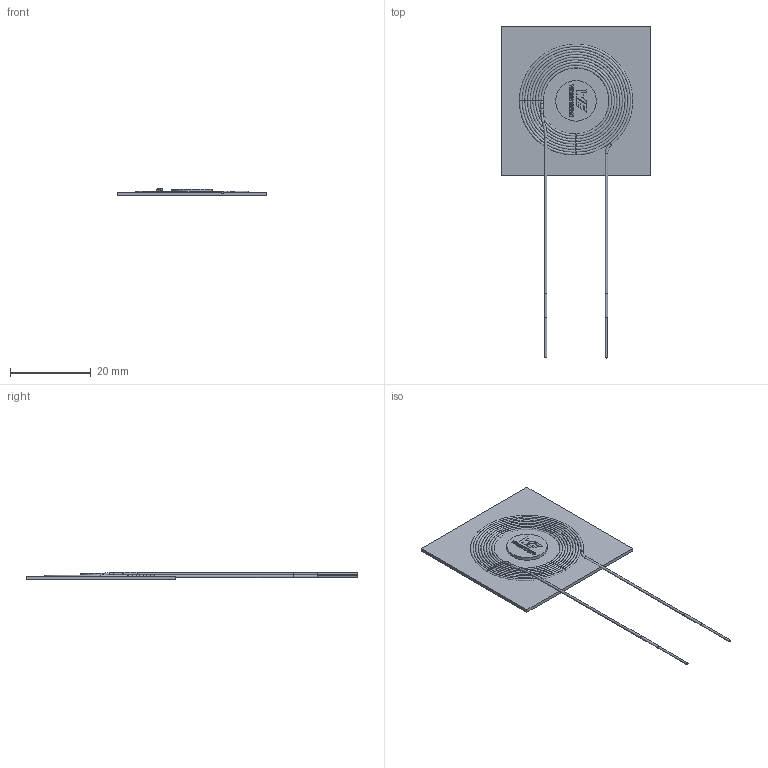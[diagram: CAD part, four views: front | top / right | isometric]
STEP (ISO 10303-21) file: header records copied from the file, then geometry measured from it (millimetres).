
FILE_DESCRIPTION( ( 'Unknown' ), '1' );
FILE_NAME( '760308102210.stp', 'Unknown', ( 'Unknown' ), ( 'Unknown' ), 'PSStep 17.0.49', 'Unknown', ' ' );
FILE_SCHEMA( ( 'AUTOMOTIVE_DESIGN { 1 0 10303 214 1 1 1 1 }' ) );
Length unit declared in the file: millimetre
Products named in the file (4): Assem1; magnet; Ferrite_square; turns
Assembly tree (3 placements, depth 2):
  Assem1
    magnet
    Ferrite_square
    turns
Bounding box: 37 x 82 x 1.75 mm (x, y, z)
Volume: 1359.8 mm3; surface area: 4384 mm2
Topology: 3 solids, 3 shells, 151 faces, 343 edges, 223 vertices
Faces by surface type: plane 93, extrusion 28, bspline 16, cylinder 8, torus 6
Full cylindrical faces by diameter (mm): 0.5 x2, 0.6 x3, 0.61 x2, 10 x1
Entity records: 10428 total; most frequent: CARTESIAN_POINT 6243, ORIENTED_EDGE 594, DIRECTION 443, EDGE_CURVE 297, VERTEX_POINT 220, EDGE_LOOP 217, FACE_OUTER_BOUND 192, VECTOR 165
